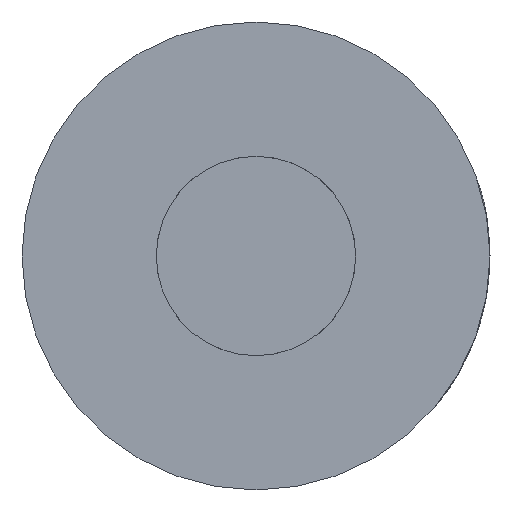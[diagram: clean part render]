
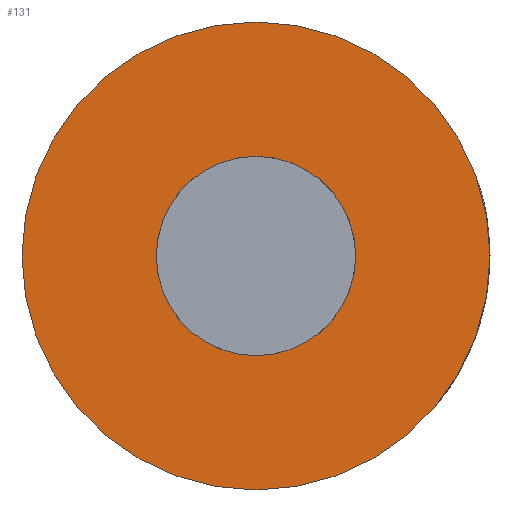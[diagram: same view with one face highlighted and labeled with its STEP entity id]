
A CAD part, left-side view. The second image highlights one B-rep face of the part: STEP entity #131.
In plain terms, the highlighted planar face has unit normal (-1, 0, 0).
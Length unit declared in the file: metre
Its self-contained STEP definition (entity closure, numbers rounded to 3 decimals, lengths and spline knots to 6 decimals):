
#45=ORIENTED_EDGE('',*,*,#56,.T.);
#46=ORIENTED_EDGE('',*,*,#52,.F.);
#52=EDGE_CURVE('',#62,#62,#71,.T.);
#56=EDGE_CURVE('',#66,#66,#74,.T.);
#62=VERTEX_POINT('',#232);
#66=VERTEX_POINT('',#253);
#71=CIRCLE('',#155,0.003175);
#74=CIRCLE('',#161,0.001353);
#93=EDGE_LOOP('',(#45));
#94=EDGE_LOOP('',(#46));
#113=FACE_BOUND('',#93,.T.);
#114=FACE_BOUND('',#94,.T.);
#120=PLANE('',#163);
#131=ADVANCED_FACE('',(#113,#114),#120,.T.);
#155=AXIS2_PLACEMENT_3D('',#231,#186,#187);
#161=AXIS2_PLACEMENT_3D('',#252,#198,#199);
#163=AXIS2_PLACEMENT_3D('',#255,#202,#203);
#186=DIRECTION('',(1.,0.,0.));
#187=DIRECTION('',(0.,0.,-1.));
#198=DIRECTION('',(1.,0.,0.));
#199=DIRECTION('',(0.,0.,-1.));
#202=DIRECTION('',(-1.,0.,0.));
#203=DIRECTION('',(0.,1.,0.));
#231=CARTESIAN_POINT('',(-0.418667,-0.435561,-0.002657));
#232=CARTESIAN_POINT('',(-0.418667,-0.435561,-0.005832));
#252=CARTESIAN_POINT('',(-0.418667,-0.435561,-0.002657));
#253=CARTESIAN_POINT('',(-0.418667,-0.435561,-0.004009));
#255=CARTESIAN_POINT('',(-0.418667,-0.413336,0.065683));
